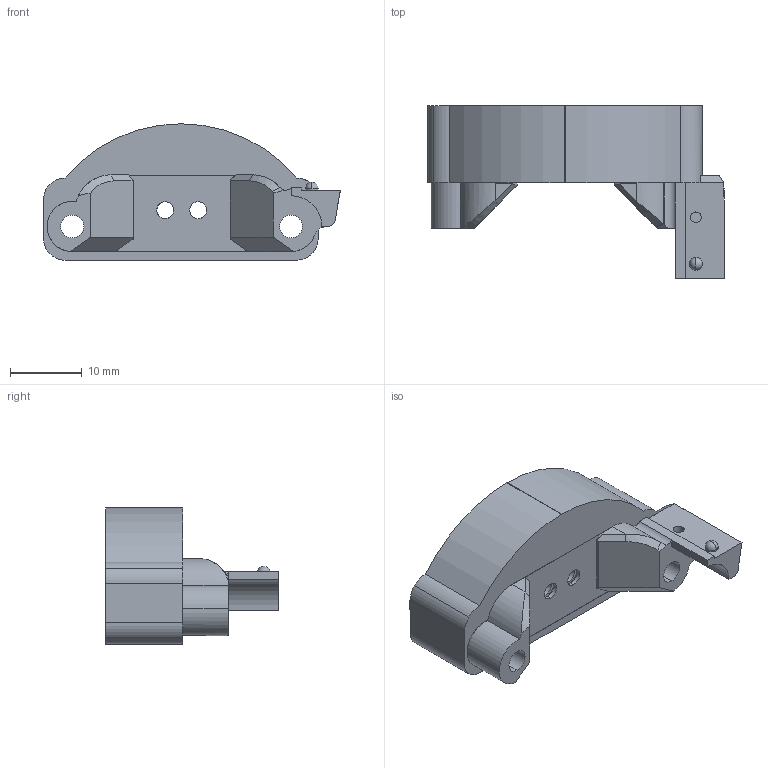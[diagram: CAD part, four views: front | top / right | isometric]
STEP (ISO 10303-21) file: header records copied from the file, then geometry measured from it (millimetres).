
FILE_DESCRIPTION (( 'STEP AP214' ), '1' );
FILE_NAME ('two_part_probe_mount.STEP', '2022-04-25T23:46:05', ( '' ), ( '' ), 'SwSTEP 2.0', 'SolidWorks 2022', '' );
FILE_SCHEMA (( 'AUTOMOTIVE_DESIGN' ));
Length unit declared in the file: millimetre
Products named in the file (1): two_part_probe_mount
Bounding box: 41.48 x 24.16 x 19.06 mm (x, y, z)
Volume: 6753.2 mm3; surface area: 4406.6 mm2
Topology: 2 solids, 2 shells, 221 faces, 590 edges, 376 vertices
Faces by surface type: plane 94, cylinder 72, cone 37, bspline 15, sphere 3
Entity records: 7569 total; most frequent: CARTESIAN_POINT 2086, ORIENTED_EDGE 1176, DIRECTION 1098, EDGE_CURVE 588, AXIS2_PLACEMENT_3D 397, VERTEX_POINT 376, LINE 304, VECTOR 304
